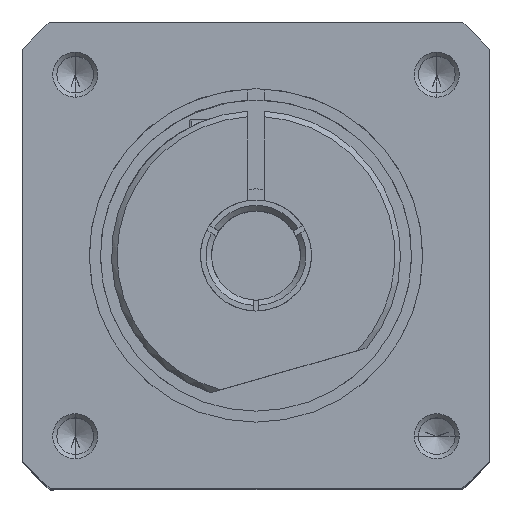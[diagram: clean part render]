
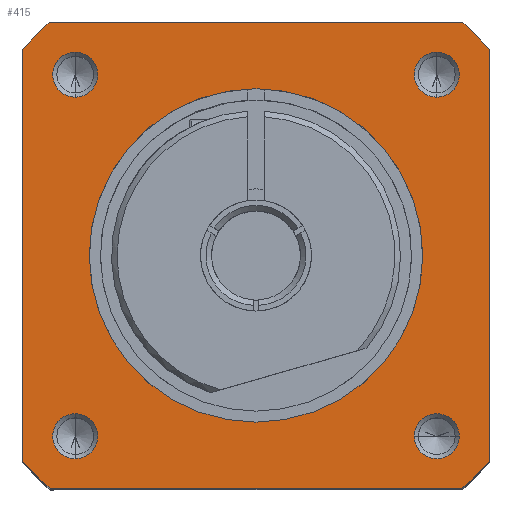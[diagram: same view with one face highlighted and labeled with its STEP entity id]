
A CAD part, top view. The second image highlights one B-rep face of the part: STEP entity #415.
In plain terms, the highlighted planar face has unit normal (0, 0, 1).
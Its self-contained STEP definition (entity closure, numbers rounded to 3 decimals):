
#120=FACE_BOUND('',#983,.T.);
#121=FACE_BOUND('',#984,.T.);
#122=FACE_BOUND('',#985,.T.);
#123=FACE_BOUND('',#986,.T.);
#124=FACE_BOUND('',#987,.T.);
#415=ADVANCED_FACE('',(#120,#121,#122,#123,#124,#734),#583,.T.);
#583=PLANE('',#4339);
#734=FACE_OUTER_BOUND('',#988,.T.);
#983=EDGE_LOOP('',(#1740,#1741));
#984=EDGE_LOOP('',(#1742,#1743));
#985=EDGE_LOOP('',(#1744,#1745));
#986=EDGE_LOOP('',(#1746,#1747));
#987=EDGE_LOOP('',(#1748,#1749));
#988=EDGE_LOOP('',(#1750,#1751,#1752,#1753,#1754,#1755,#1756,#1757));
#1196=CIRCLE('',#4192,2.025);
#1199=CIRCLE('',#4198,2.025);
#1202=CIRCLE('',#4204,2.025);
#1205=CIRCLE('',#4210,2.025);
#1252=CIRCLE('',#4281,15.);
#1285=CIRCLE('',#4326,28.);
#1286=CIRCLE('',#4328,28.);
#1287=CIRCLE('',#4330,28.);
#1288=CIRCLE('',#4332,28.);
#1289=CIRCLE('',#4334,2.025);
#1290=CIRCLE('',#4335,2.025);
#1291=CIRCLE('',#4336,2.025);
#1292=CIRCLE('',#4337,2.025);
#1293=CIRCLE('',#4338,15.);
#1740=ORIENTED_EDGE('',*,*,#3209,.F.);
#1741=ORIENTED_EDGE('',*,*,#3017,.F.);
#1742=ORIENTED_EDGE('',*,*,#3210,.F.);
#1743=ORIENTED_EDGE('',*,*,#3026,.F.);
#1744=ORIENTED_EDGE('',*,*,#3211,.F.);
#1745=ORIENTED_EDGE('',*,*,#3035,.F.);
#1746=ORIENTED_EDGE('',*,*,#3212,.F.);
#1747=ORIENTED_EDGE('',*,*,#3044,.F.);
#1748=ORIENTED_EDGE('',*,*,#3135,.F.);
#1749=ORIENTED_EDGE('',*,*,#3213,.F.);
#1750=ORIENTED_EDGE('',*,*,#3214,.T.);
#1751=ORIENTED_EDGE('',*,*,#3198,.F.);
#1752=ORIENTED_EDGE('',*,*,#3215,.T.);
#1753=ORIENTED_EDGE('',*,*,#3200,.F.);
#1754=ORIENTED_EDGE('',*,*,#3216,.T.);
#1755=ORIENTED_EDGE('',*,*,#3203,.F.);
#1756=ORIENTED_EDGE('',*,*,#3217,.T.);
#1757=ORIENTED_EDGE('',*,*,#3206,.F.);
#2621=VERTEX_POINT('',#6039);
#2622=VERTEX_POINT('',#6041);
#2628=VERTEX_POINT('',#6058);
#2629=VERTEX_POINT('',#6060);
#2635=VERTEX_POINT('',#6077);
#2636=VERTEX_POINT('',#6079);
#2642=VERTEX_POINT('',#6096);
#2643=VERTEX_POINT('',#6098);
#2722=VERTEX_POINT('',#6324);
#2723=VERTEX_POINT('',#6325);
#2775=VERTEX_POINT('',#6504);
#2776=VERTEX_POINT('',#6506);
#2777=VERTEX_POINT('',#6510);
#2778=VERTEX_POINT('',#6511);
#2779=VERTEX_POINT('',#6516);
#2780=VERTEX_POINT('',#6517);
#2781=VERTEX_POINT('',#6522);
#2782=VERTEX_POINT('',#6523);
#3017=EDGE_CURVE('',#2621,#2622,#1196,.T.);
#3026=EDGE_CURVE('',#2628,#2629,#1199,.T.);
#3035=EDGE_CURVE('',#2635,#2636,#1202,.T.);
#3044=EDGE_CURVE('',#2642,#2643,#1205,.T.);
#3135=EDGE_CURVE('',#2722,#2723,#1252,.T.);
#3198=EDGE_CURVE('',#2775,#2776,#1285,.T.);
#3200=EDGE_CURVE('',#2777,#2778,#1286,.T.);
#3203=EDGE_CURVE('',#2779,#2780,#1287,.T.);
#3206=EDGE_CURVE('',#2781,#2782,#1288,.T.);
#3209=EDGE_CURVE('',#2622,#2621,#1289,.T.);
#3210=EDGE_CURVE('',#2629,#2628,#1290,.T.);
#3211=EDGE_CURVE('',#2636,#2635,#1291,.T.);
#3212=EDGE_CURVE('',#2643,#2642,#1292,.T.);
#3213=EDGE_CURVE('',#2723,#2722,#1293,.T.);
#3214=EDGE_CURVE('',#2781,#2776,#3652,.T.);
#3215=EDGE_CURVE('',#2775,#2778,#3653,.T.);
#3216=EDGE_CURVE('',#2777,#2780,#3654,.T.);
#3217=EDGE_CURVE('',#2779,#2782,#3655,.T.);
#3652=LINE('',#6532,#3944);
#3653=LINE('',#6533,#3945);
#3654=LINE('',#6534,#3946);
#3655=LINE('',#6535,#3947);
#3944=VECTOR('',#5131,1.);
#3945=VECTOR('',#5132,1.);
#3946=VECTOR('',#5133,1.);
#3947=VECTOR('',#5134,1.);
#4192=AXIS2_PLACEMENT_3D('',#6040,#4755,#4756);
#4198=AXIS2_PLACEMENT_3D('',#6059,#4773,#4774);
#4204=AXIS2_PLACEMENT_3D('',#6078,#4791,#4792);
#4210=AXIS2_PLACEMENT_3D('',#6097,#4809,#4810);
#4281=AXIS2_PLACEMENT_3D('',#6323,#4993,#4994);
#4326=AXIS2_PLACEMENT_3D('',#6505,#5098,#5099);
#4328=AXIS2_PLACEMENT_3D('',#6509,#5103,#5104);
#4330=AXIS2_PLACEMENT_3D('',#6515,#5109,#5110);
#4332=AXIS2_PLACEMENT_3D('',#6521,#5115,#5116);
#4334=AXIS2_PLACEMENT_3D('',#6527,#5121,#5122);
#4335=AXIS2_PLACEMENT_3D('',#6528,#5123,#5124);
#4336=AXIS2_PLACEMENT_3D('',#6529,#5125,#5126);
#4337=AXIS2_PLACEMENT_3D('',#6530,#5127,#5128);
#4338=AXIS2_PLACEMENT_3D('',#6531,#5129,#5130);
#4339=AXIS2_PLACEMENT_3D('',#6536,#5135,#5136);
#4755=DIRECTION('',(0.,0.,1.));
#4756=DIRECTION('',(0.,-1.,0.));
#4773=DIRECTION('',(0.,0.,1.));
#4774=DIRECTION('',(0.,-1.,0.));
#4791=DIRECTION('',(0.,0.,1.));
#4792=DIRECTION('',(0.,-1.,0.));
#4809=DIRECTION('',(0.,0.,1.));
#4810=DIRECTION('',(1.,0.,0.));
#4993=DIRECTION('',(0.,0.,1.));
#4994=DIRECTION('',(1.,0.,0.));
#5098=DIRECTION('',(0.,0.,-1.));
#5099=DIRECTION('',(0.,1.,0.));
#5103=DIRECTION('',(0.,0.,-1.));
#5104=DIRECTION('',(0.,1.,0.));
#5109=DIRECTION('',(0.,0.,-1.));
#5110=DIRECTION('',(0.,1.,0.));
#5115=DIRECTION('',(0.,0.,-1.));
#5116=DIRECTION('',(0.,1.,0.));
#5121=DIRECTION('',(0.,0.,1.));
#5122=DIRECTION('',(0.,-1.,0.));
#5123=DIRECTION('',(0.,0.,1.));
#5124=DIRECTION('',(0.,-1.,0.));
#5125=DIRECTION('',(0.,0.,1.));
#5126=DIRECTION('',(0.,-1.,0.));
#5127=DIRECTION('',(0.,0.,1.));
#5128=DIRECTION('',(1.,0.,0.));
#5129=DIRECTION('',(0.,0.,1.));
#5130=DIRECTION('',(1.,0.,0.));
#5131=DIRECTION('',(1.,0.,0.));
#5132=DIRECTION('',(0.,1.,0.));
#5133=DIRECTION('',(-1.,0.,0.));
#5134=DIRECTION('',(0.,-1.,0.));
#5135=DIRECTION('',(0.,0.,1.));
#5136=DIRECTION('',(1.,0.,0.));
#6039=CARTESIAN_POINT('',(16.263,18.288,56.5));
#6040=CARTESIAN_POINT('',(16.263,16.263,56.5));
#6041=CARTESIAN_POINT('',(16.263,14.238,56.5));
#6058=CARTESIAN_POINT('',(-16.263,18.288,56.5));
#6059=CARTESIAN_POINT('',(-16.263,16.263,56.5));
#6060=CARTESIAN_POINT('',(-16.263,14.238,56.5));
#6077=CARTESIAN_POINT('',(-16.263,-14.238,56.5));
#6078=CARTESIAN_POINT('',(-16.263,-16.263,56.5));
#6079=CARTESIAN_POINT('',(-16.263,-18.288,56.5));
#6096=CARTESIAN_POINT('',(14.238,-16.263,56.5));
#6097=CARTESIAN_POINT('',(16.263,-16.263,56.5));
#6098=CARTESIAN_POINT('',(18.288,-16.263,56.5));
#6323=CARTESIAN_POINT('',(0.,0.,56.5));
#6324=CARTESIAN_POINT('',(0.,15.,56.5));
#6325=CARTESIAN_POINT('',(0.,-15.,56.5));
#6504=CARTESIAN_POINT('',(21.,-18.52,56.5));
#6505=CARTESIAN_POINT('',(0.,0.,56.5));
#6506=CARTESIAN_POINT('',(18.52,-21.,56.5));
#6509=CARTESIAN_POINT('',(0.,0.,56.5));
#6510=CARTESIAN_POINT('',(18.52,21.,56.5));
#6511=CARTESIAN_POINT('',(21.,18.52,56.5));
#6515=CARTESIAN_POINT('',(0.,0.,56.5));
#6516=CARTESIAN_POINT('',(-21.,18.52,56.5));
#6517=CARTESIAN_POINT('',(-18.52,21.,56.5));
#6521=CARTESIAN_POINT('',(0.,0.,56.5));
#6522=CARTESIAN_POINT('',(-18.52,-21.,56.5));
#6523=CARTESIAN_POINT('',(-21.,-18.52,56.5));
#6527=CARTESIAN_POINT('',(16.263,16.263,56.5));
#6528=CARTESIAN_POINT('',(-16.263,16.263,56.5));
#6529=CARTESIAN_POINT('',(-16.263,-16.263,56.5));
#6530=CARTESIAN_POINT('',(16.263,-16.263,56.5));
#6531=CARTESIAN_POINT('',(0.,0.,56.5));
#6532=CARTESIAN_POINT('',(0.,-21.,56.5));
#6533=CARTESIAN_POINT('',(21.,0.,56.5));
#6534=CARTESIAN_POINT('',(0.,21.,56.5));
#6535=CARTESIAN_POINT('',(-21.,0.,56.5));
#6536=CARTESIAN_POINT('',(0.,0.,56.5));
